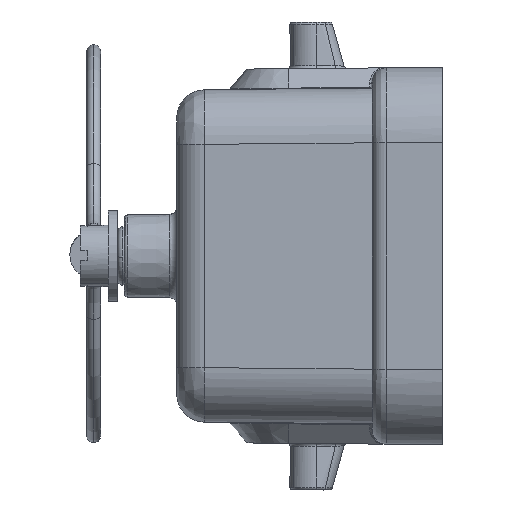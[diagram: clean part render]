
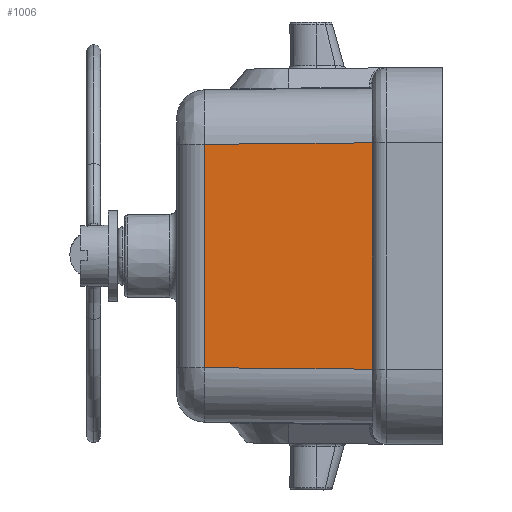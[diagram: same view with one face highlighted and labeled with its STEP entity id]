
A CAD part, left-side view. The second image highlights one B-rep face of the part: STEP entity #1006.
In plain terms, the highlighted planar face has unit normal (-1, 0.009, 0).
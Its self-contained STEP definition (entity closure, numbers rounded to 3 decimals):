
#210=PLANE('',#4135);
#477=LINE('',#8703,#702);
#479=LINE('',#8713,#704);
#702=VECTOR('',#4698,1.);
#704=VECTOR('',#4706,1.);
#1006=ADVANCED_FACE('',(#1256),#210,.T.);
#1256=FACE_OUTER_BOUND('',#1493,.T.);
#1493=EDGE_LOOP('',(#2401,#2402,#2403,#2404));
#2401=ORIENTED_EDGE('',*,*,#3273,.F.);
#2402=ORIENTED_EDGE('',*,*,#3588,.T.);
#2403=ORIENTED_EDGE('',*,*,#3591,.F.);
#2404=ORIENTED_EDGE('',*,*,#3592,.F.);
#2916=VERTEX_POINT('',#5458);
#2918=VERTEX_POINT('',#5465);
#3104=VERTEX_POINT('',#8702);
#3105=VERTEX_POINT('',#8712);
#3273=EDGE_CURVE('',#2918,#2916,#3820,.T.);
#3588=EDGE_CURVE('',#2918,#3104,#477,.T.);
#3591=EDGE_CURVE('',#3105,#3104,#3938,.T.);
#3592=EDGE_CURVE('',#2916,#3105,#479,.T.);
#3820=B_SPLINE_CURVE_WITH_KNOTS('',3,(#5466,#5467,#5468,#5469),
 .UNSPECIFIED.,.F.,.F.,(4,4),(0.,1.),.UNSPECIFIED.);
#3938=B_SPLINE_CURVE_WITH_KNOTS('',3,(#8708,#8709,#8710,#8711),
 .UNSPECIFIED.,.F.,.F.,(4,4),(0.,1.),.UNSPECIFIED.);
#4135=AXIS2_PLACEMENT_3D('',#8714,#4707,#4708);
#4698=DIRECTION('',(0.,0.,1.));
#4706=DIRECTION('',(0.,0.,1.));
#4707=DIRECTION('',(-1.,0.009,0.));
#4708=DIRECTION('',(0.009,1.,0.));
#5458=CARTESIAN_POINT('',(38.105,12.017,-7.995));
#5465=CARTESIAN_POINT('',(38.,0.,-8.1));
#5466=CARTESIAN_POINT('',(38.,0.,-8.1));
#5467=CARTESIAN_POINT('',(38.035,4.006,-8.065));
#5468=CARTESIAN_POINT('',(38.07,8.012,-8.03));
#5469=CARTESIAN_POINT('',(38.105,12.017,-7.995));
#8702=CARTESIAN_POINT('',(38.,0.,8.1));
#8703=CARTESIAN_POINT('',(38.,0.,-13.448));
#8708=CARTESIAN_POINT('',(38.105,12.017,7.995));
#8709=CARTESIAN_POINT('',(38.07,8.012,8.03));
#8710=CARTESIAN_POINT('',(38.035,4.006,8.065));
#8711=CARTESIAN_POINT('',(38.,0.,8.1));
#8712=CARTESIAN_POINT('',(38.105,12.017,7.995));
#8713=CARTESIAN_POINT('',(38.105,12.017,-8.182));
#8714=CARTESIAN_POINT('',(38.,0.,-13.448));
